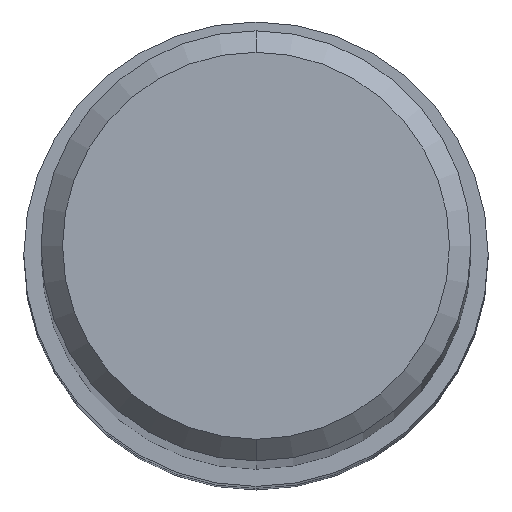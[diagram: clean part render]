
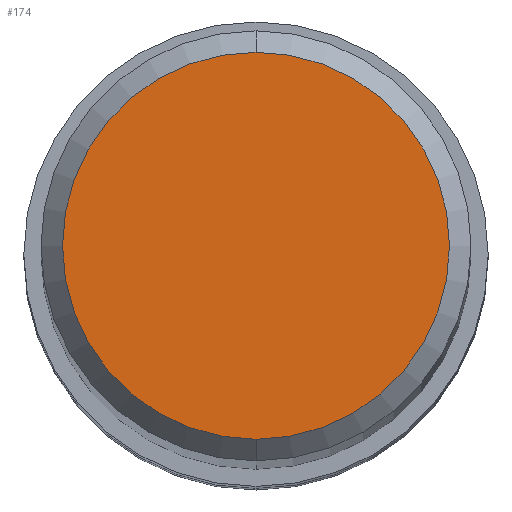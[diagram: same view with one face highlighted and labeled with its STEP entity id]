
A CAD part, top view. The second image highlights one B-rep face of the part: STEP entity #174.
In plain terms, the highlighted planar face has unit normal (0, 0, 1).
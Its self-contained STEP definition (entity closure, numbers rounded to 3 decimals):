
#116=VERTEX_POINT('',#254);
#120=VERTEX_POINT('',#258);
#142=EDGE_CURVE('',#116,#120,#285,.T.);
#174=ADVANCED_FACE('',(#322),#323,.T.);
#202=EDGE_CURVE('',#120,#116,#354,.T.);
#254=CARTESIAN_POINT('',(0.,-4.5,0.0));
#258=CARTESIAN_POINT('',(0.0,4.5,0.0));
#285=CIRCLE('',#443,4.5);
#322=FACE_OUTER_BOUND('',#489,.T.);
#323=PLANE('',#490);
#354=CIRCLE('',#532,4.5);
#443=AXIS2_PLACEMENT_3D('',#602,#603,#604);
#489=EDGE_LOOP('',(#662,#663));
#490=AXIS2_PLACEMENT_3D('',#664,#665,#666);
#532=AXIS2_PLACEMENT_3D('',#702,#703,#704);
#602=CARTESIAN_POINT('',(0.0,0.0,0.0));
#603=DIRECTION('',(0.0,0.0,-1.0));
#604=DIRECTION('',(0.0,1.0,0.0));
#662=ORIENTED_EDGE('',*,*,#202,.F.);
#663=ORIENTED_EDGE('',*,*,#142,.F.);
#664=CARTESIAN_POINT('',(0.0,2.25,0.0));
#665=DIRECTION('',(-0.0,0.0,1.0));
#666=DIRECTION('',(0.0,-1.0,0.0));
#702=CARTESIAN_POINT('',(0.0,0.0,0.0));
#703=DIRECTION('',(0.0,0.0,-1.0));
#704=DIRECTION('',(0.0,1.0,0.0));
